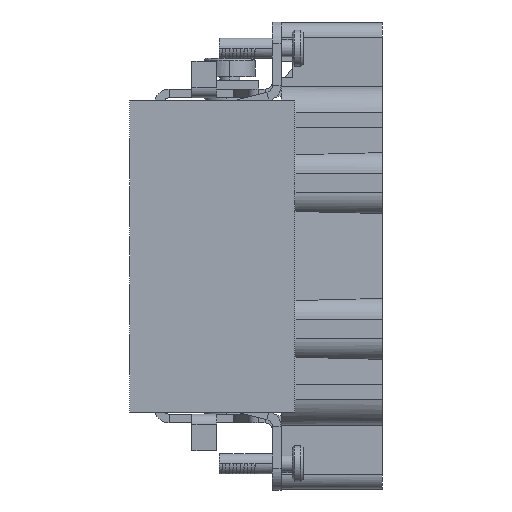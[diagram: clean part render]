
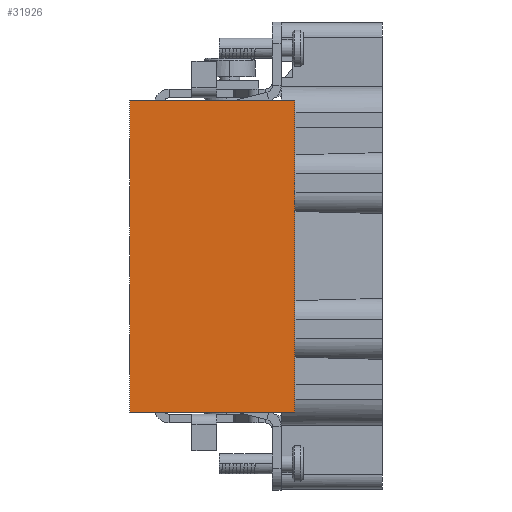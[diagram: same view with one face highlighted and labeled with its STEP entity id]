
A CAD part, left-side view. The second image highlights one B-rep face of the part: STEP entity #31926.
In plain terms, the highlighted planar face has unit normal (-1, 0, 0).
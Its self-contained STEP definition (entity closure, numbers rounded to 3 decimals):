
#2762=DIRECTION('',(0.,0.,-1.));
#2763=VECTOR('',#2762,42.8);
#2764=CARTESIAN_POINT('',(-17.,0.,27.9));
#2765=LINE('',#2764,#2763);
#5230=DIRECTION('',(0.,-1.,0.));
#5231=VECTOR('',#5230,22.7);
#5232=CARTESIAN_POINT('',(-17.,22.7,27.9));
#5233=LINE('',#5232,#5231);
#5234=DIRECTION('',(0.,1.,0.));
#5235=VECTOR('',#5234,22.7);
#5236=CARTESIAN_POINT('',(-17.,0.,-14.9));
#5237=LINE('',#5236,#5235);
#10977=DIRECTION('',(0.,0.,1.));
#10978=VECTOR('',#10977,42.8);
#10979=CARTESIAN_POINT('',(-17.,22.7,-14.9));
#10980=LINE('',#10979,#10978);
#23591=CARTESIAN_POINT('',(-17.,22.7,-14.9));
#23593=VERTEX_POINT('',#23591);
#23594=CARTESIAN_POINT('',(-17.,22.7,27.9));
#23595=VERTEX_POINT('',#23594);
#23734=CARTESIAN_POINT('',(-17.,0.,27.9));
#23735=CARTESIAN_POINT('',(-17.,0.,-14.9));
#23736=VERTEX_POINT('',#23734);
#23737=VERTEX_POINT('',#23735);
#31913=CARTESIAN_POINT('',(-17.,0.,-14.9));
#31914=DIRECTION('',(-1.,0.,0.));
#31915=DIRECTION('',(0.,0.,1.));
#31916=AXIS2_PLACEMENT_3D('',#31913,#31914,#31915);
#31917=PLANE('',#31916);
#31918=ORIENTED_EDGE('',*,*,#29132,.T.);
#31919=ORIENTED_EDGE('',*,*,#28251,.T.);
#31921=ORIENTED_EDGE('',*,*,#31920,.T.);
#31923=ORIENTED_EDGE('',*,*,#31922,.T.);
#31924=EDGE_LOOP('',(#31918,#31919,#31921,#31923));
#31925=FACE_OUTER_BOUND('',#31924,.F.);
#31926=ADVANCED_FACE('',(#31925),#31917,.T.);
#28251=EDGE_CURVE('',#23736,#23737,#2765,.T.);
#29132=EDGE_CURVE('',#23595,#23736,#5233,.T.);
#31920=EDGE_CURVE('',#23737,#23593,#5237,.T.);
#31922=EDGE_CURVE('',#23593,#23595,#10980,.T.);
